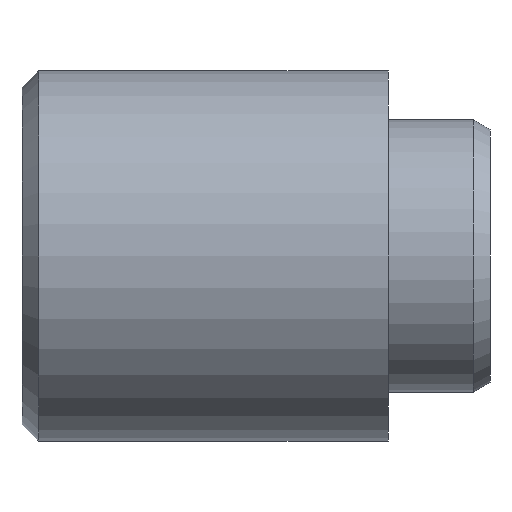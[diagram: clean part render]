
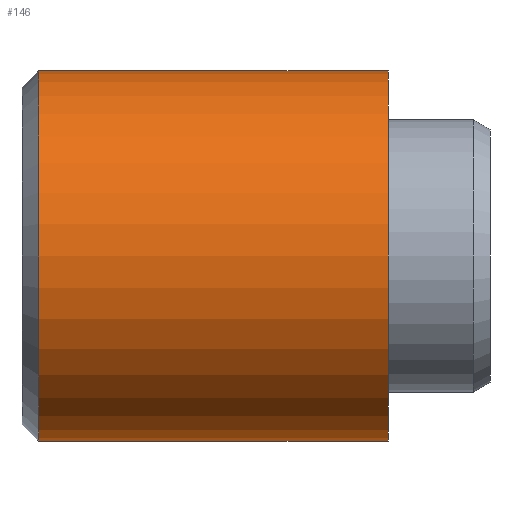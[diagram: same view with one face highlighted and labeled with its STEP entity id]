
A CAD part, left-side view. The second image highlights one B-rep face of the part: STEP entity #146.
In plain terms, the highlighted cylindrical face has radius 2.78 mm (diameter 5.56 mm), a partial arc.
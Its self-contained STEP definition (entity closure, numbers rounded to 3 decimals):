
#8 = EDGE_CURVE ( 'NONE', #11, #381, #457, .T. ) ;
#11 = VERTEX_POINT ( 'NONE', #427 ) ;
#22 = EDGE_CURVE ( 'NONE', #95, #381, #27, .T. ) ;
#27 = LINE ( 'NONE', #333, #182 ) ;
#41 = AXIS2_PLACEMENT_3D ( 'NONE', #448, #442, #199 ) ;
#46 = VERTEX_POINT ( 'NONE', #129 ) ;
#56 = CARTESIAN_POINT ( 'NONE',  ( 0., 5.25, 0. ) ) ;
#74 = LINE ( 'NONE', #485, #105 ) ;
#95 = VERTEX_POINT ( 'NONE', #341 ) ;
#105 = VECTOR ( 'NONE', #237, 1000. ) ;
#107 = CARTESIAN_POINT ( 'NONE',  ( 0., 0., 0. ) ) ;
#129 = CARTESIAN_POINT ( 'NONE',  ( 0., 0., 2.78 ) ) ;
#144 = CARTESIAN_POINT ( 'NONE',  ( 0., 5.25, -2.78 ) ) ;
#146 = ADVANCED_FACE ( 'NONE', ( #272 ), #358, .T. ) ;
#170 = CIRCLE ( 'NONE', #224, 2.78 ) ;
#182 = VECTOR ( 'NONE', #511, 1000. ) ;
#199 = DIRECTION ( 'NONE',  ( 0., 0., 1. ) ) ;
#201 = EDGE_CURVE ( 'NONE', #46, #11, #74, .T. ) ;
#220 = EDGE_LOOP ( 'NONE', ( #334, #482, #494, #461 ) ) ;
#224 = AXIS2_PLACEMENT_3D ( 'NONE', #107, #529, #244 ) ;
#237 = DIRECTION ( 'NONE',  ( 0., 1., 0. ) ) ;
#244 = DIRECTION ( 'NONE',  ( 0., 0., 1. ) ) ;
#261 = AXIS2_PLACEMENT_3D ( 'NONE', #56, #472, #339 ) ;
#272 = FACE_OUTER_BOUND ( 'NONE', #220, .T. ) ;
#333 = CARTESIAN_POINT ( 'NONE',  ( 0., 36.602, -2.78 ) ) ;
#334 = ORIENTED_EDGE ( 'NONE', *, *, #22, .F. ) ;
#339 = DIRECTION ( 'NONE',  ( 0., 0., -1. ) ) ;
#341 = CARTESIAN_POINT ( 'NONE',  ( 0., 0., -2.78 ) ) ;
#358 = CYLINDRICAL_SURFACE ( 'NONE', #41, 2.78 ) ;
#381 = VERTEX_POINT ( 'NONE', #144 ) ;
#427 = CARTESIAN_POINT ( 'NONE',  ( 0., 5.25, 2.78 ) ) ;
#442 = DIRECTION ( 'NONE',  ( 0., 1., 0. ) ) ;
#448 = CARTESIAN_POINT ( 'NONE',  ( 0., 36.602, 0. ) ) ;
#457 = CIRCLE ( 'NONE', #261, 2.78 ) ;
#461 = ORIENTED_EDGE ( 'NONE', *, *, #8, .T. ) ;
#472 = DIRECTION ( 'NONE',  ( 0., -1., 0. ) ) ;
#482 = ORIENTED_EDGE ( 'NONE', *, *, #517, .T. ) ;
#485 = CARTESIAN_POINT ( 'NONE',  ( 0., 36.602, 2.78 ) ) ;
#494 = ORIENTED_EDGE ( 'NONE', *, *, #201, .T. ) ;
#511 = DIRECTION ( 'NONE',  ( 0., 1., 0. ) ) ;
#517 = EDGE_CURVE ( 'NONE', #95, #46, #170, .T. ) ;
#529 = DIRECTION ( 'NONE',  ( 0., 1., 0. ) ) ;
